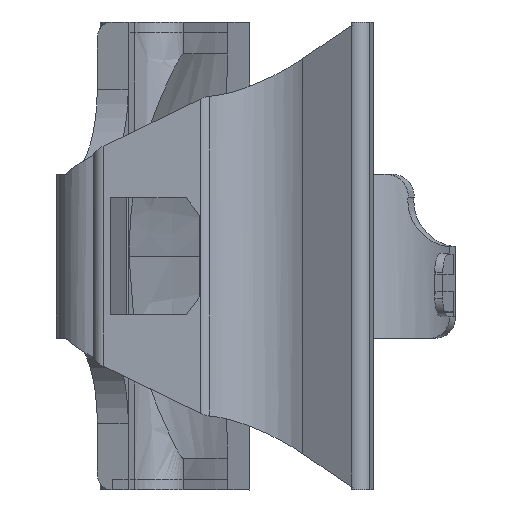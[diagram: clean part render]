
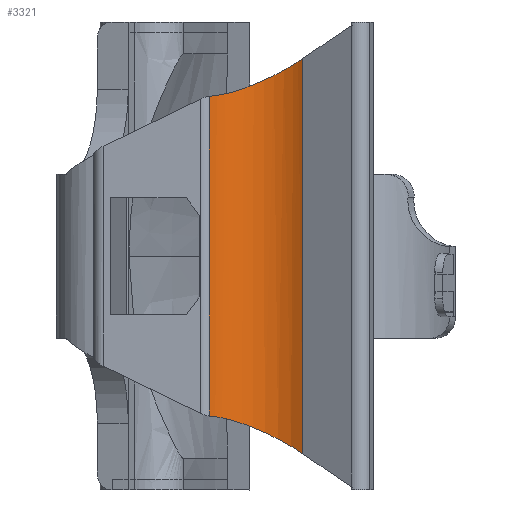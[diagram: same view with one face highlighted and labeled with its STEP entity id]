
A CAD part, left-side view. The second image highlights one B-rep face of the part: STEP entity #3321.
In plain terms, the highlighted cylindrical face has radius 6.916 mm (diameter 13.832 mm), a partial arc.
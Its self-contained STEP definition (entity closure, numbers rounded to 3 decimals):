
#30=B_SPLINE_CURVE_WITH_KNOTS('',3,(#4736,#4737,#4738,#4739),
 .UNSPECIFIED.,.F.,.F.,(4,4),(1.54,2.273),
 .UNSPECIFIED.);
#78=ELLIPSE('',#3516,7.986,6.916);
#85=ELLIPSE('',#3524,7.986,6.916);
#235=FACE_OUTER_BOUND('',#411,.T.);
#411=EDGE_LOOP('',(#2326,#2327,#2328,#2329,#2330,#2331));
#606=LINE('',#4703,#986);
#621=LINE('',#4733,#1001);
#622=LINE('',#4735,#1002);
#986=VECTOR('',#3825,10.);
#1001=VECTOR('',#3846,10.);
#1002=VECTOR('',#3847,10.);
#1434=VERTEX_POINT('',#4666);
#1435=VERTEX_POINT('',#4668);
#1440=VERTEX_POINT('',#4680);
#1446=VERTEX_POINT('',#4692);
#1460=VERTEX_POINT('',#4732);
#1461=VERTEX_POINT('',#4734);
#1769=EDGE_CURVE('',#1434,#1435,#78,.T.);
#1782=EDGE_CURVE('',#1440,#1446,#85,.F.);
#1787=EDGE_CURVE('',#1440,#1434,#606,.T.);
#1802=EDGE_CURVE('',#1460,#1446,#621,.F.);
#1803=EDGE_CURVE('',#1460,#1461,#622,.T.);
#1804=EDGE_CURVE('',#1461,#1435,#30,.T.);
#2326=ORIENTED_EDGE('',*,*,#1787,.F.);
#2327=ORIENTED_EDGE('',*,*,#1782,.T.);
#2328=ORIENTED_EDGE('',*,*,#1802,.F.);
#2329=ORIENTED_EDGE('',*,*,#1803,.T.);
#2330=ORIENTED_EDGE('',*,*,#1804,.T.);
#2331=ORIENTED_EDGE('',*,*,#1769,.F.);
#3280=CYLINDRICAL_SURFACE('',#3529,6.916);
#3321=ADVANCED_FACE('',(#235),#3280,.F.);
#3516=AXIS2_PLACEMENT_3D('',#4669,#3793,#3794);
#3524=AXIS2_PLACEMENT_3D('',#4694,#3815,#3816);
#3529=AXIS2_PLACEMENT_3D('',#4731,#3844,#3845);
#3793=DIRECTION('center_axis',(-0.316,-0.387,0.866));
#3794=DIRECTION('ref_axis',(0.548,0.671,0.5));
#3815=DIRECTION('center_axis',(-0.316,-0.387,-0.866));
#3816=DIRECTION('ref_axis',(0.548,0.671,-0.5));
#3825=DIRECTION('',(0.,0.,-1.));
#3844=DIRECTION('center_axis',(0.,0.,-1.));
#3845=DIRECTION('ref_axis',(0.838,-0.545,0.));
#3846=DIRECTION('',(0.,0.,-1.));
#3847=DIRECTION('',(0.,0.,-1.));
#4666=CARTESIAN_POINT('',(198.344,-489.587,212.419));
#4668=CARTESIAN_POINT('',(197.288,-480.783,215.97));
#4669=CARTESIAN_POINT('Origin',(192.546,-485.818,211.987));
#4680=CARTESIAN_POINT('',(198.344,-489.587,249.581));
#4692=CARTESIAN_POINT('',(197.288,-480.783,246.03));
#4694=CARTESIAN_POINT('Origin',(192.546,-485.818,250.013));
#4703=CARTESIAN_POINT('',(198.344,-489.587,238.7));
#4731=CARTESIAN_POINT('Origin',(192.546,-485.818,238.7));
#4732=CARTESIAN_POINT('',(197.288,-480.783,238.7));
#4733=CARTESIAN_POINT('',(197.288,-480.783,238.7));
#4734=CARTESIAN_POINT('',(197.288,-480.783,223.3));
#4735=CARTESIAN_POINT('',(197.288,-480.783,238.7));
#4736=CARTESIAN_POINT('Ctrl Pts',(197.288,-480.783,223.3));
#4737=CARTESIAN_POINT('Ctrl Pts',(197.288,-480.783,220.857));
#4738=CARTESIAN_POINT('Ctrl Pts',(197.288,-480.783,218.414));
#4739=CARTESIAN_POINT('Ctrl Pts',(197.288,-480.783,215.97));
